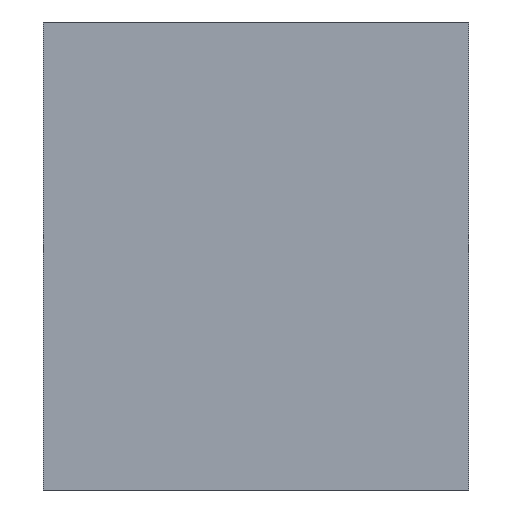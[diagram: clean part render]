
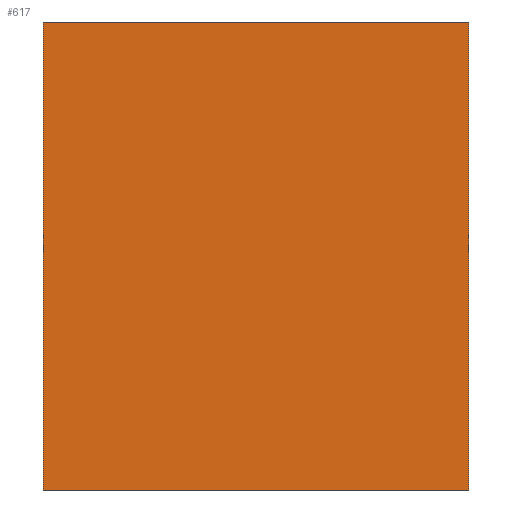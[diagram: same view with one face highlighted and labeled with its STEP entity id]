
A CAD part, left-side view. The second image highlights one B-rep face of the part: STEP entity #617.
In plain terms, the highlighted planar face has unit normal (-1, 0, 0).
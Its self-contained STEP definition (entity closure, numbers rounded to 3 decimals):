
#126=FACE_OUTER_BOUND('',#179,.T.);
#179=EDGE_LOOP('',(#545,#546,#547,#548));
#206=LINE('',#938,#250);
#209=LINE('',#944,#253);
#224=LINE('',#1012,#268);
#233=LINE('',#1063,#277);
#250=VECTOR('',#744,10.);
#253=VECTOR('',#749,10.);
#268=VECTOR('',#830,10.);
#277=VECTOR('',#895,10.);
#292=VERTEX_POINT('',#935);
#293=VERTEX_POINT('',#937);
#294=VERTEX_POINT('',#941);
#295=VERTEX_POINT('',#943);
#348=EDGE_CURVE('',#293,#292,#206,.T.);
#351=EDGE_CURVE('',#294,#295,#209,.T.);
#384=EDGE_CURVE('',#295,#292,#224,.T.);
#407=EDGE_CURVE('',#294,#293,#233,.T.);
#545=ORIENTED_EDGE('',*,*,#407,.T.);
#546=ORIENTED_EDGE('',*,*,#348,.T.);
#547=ORIENTED_EDGE('',*,*,#384,.F.);
#548=ORIENTED_EDGE('',*,*,#351,.F.);
#581=PLANE('',#710);
#617=ADVANCED_FACE('',(#126),#581,.T.);
#710=AXIS2_PLACEMENT_3D('',#1062,#893,#894);
#744=DIRECTION('',(0.,0.,1.));
#749=DIRECTION('',(0.,0.,1.));
#830=DIRECTION('',(0.,-1.,0.));
#893=DIRECTION('center_axis',(-1.,0.,0.));
#894=DIRECTION('ref_axis',(0.,-1.,0.));
#895=DIRECTION('',(0.,-1.,0.));
#935=CARTESIAN_POINT('',(-79.5,-50.,110.));
#937=CARTESIAN_POINT('',(-79.5,-50.,0.));
#938=CARTESIAN_POINT('',(-79.5,-50.,0.));
#941=CARTESIAN_POINT('',(-79.5,50.,0.));
#943=CARTESIAN_POINT('',(-79.5,50.,110.));
#944=CARTESIAN_POINT('',(-79.5,50.,0.));
#1012=CARTESIAN_POINT('',(-79.5,50.,110.));
#1062=CARTESIAN_POINT('Origin',(-79.5,50.,0.));
#1063=CARTESIAN_POINT('',(-79.5,50.,0.));
